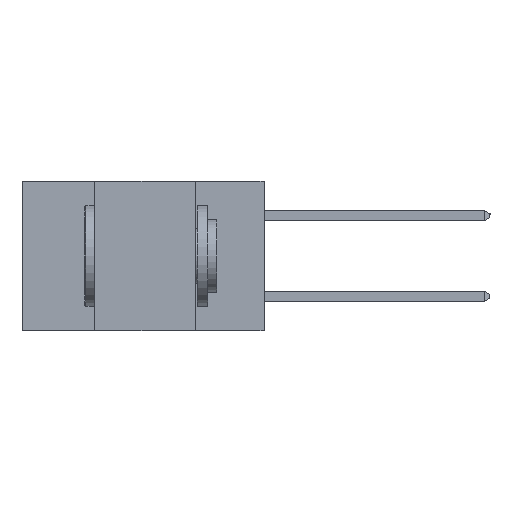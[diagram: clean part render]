
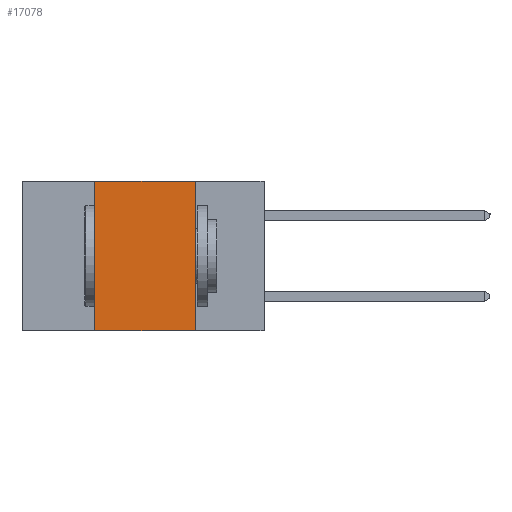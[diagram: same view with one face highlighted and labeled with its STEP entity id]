
A CAD part, left-side view. The second image highlights one B-rep face of the part: STEP entity #17078.
In plain terms, the highlighted planar face has unit normal (-1, 0, 0).
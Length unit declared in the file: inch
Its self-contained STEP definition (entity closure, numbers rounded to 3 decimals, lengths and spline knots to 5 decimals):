
#108 = LINE ( 'NONE', #16321, #12141 ) ;
#176 = VERTEX_POINT ( 'NONE', #1621 ) ;
#1106 = VERTEX_POINT ( 'NONE', #18093 ) ;
#1621 = CARTESIAN_POINT ( 'NONE',  ( 0., 0.42, -0.37 ) ) ;
#2298 = CARTESIAN_POINT ( 'NONE',  ( 0., 0.6, -0.37 ) ) ;
#2398 = VECTOR ( 'NONE', #11642, 39.37008 ) ;
#4755 = EDGE_CURVE ( 'NONE', #5488, #1106, #108, .T. ) ;
#4878 = VECTOR ( 'NONE', #18614, 39.37008 ) ;
#5334 = PLANE ( 'NONE',  #17093 ) ;
#5488 = VERTEX_POINT ( 'NONE', #21051 ) ;
#7246 = DIRECTION ( 'NONE',  ( 0., -1., 0. ) ) ;
#7571 = ORIENTED_EDGE ( 'NONE', *, *, #4755, .F. ) ;
#9830 = CARTESIAN_POINT ( 'NONE',  ( 0., 0.17, -0.37 ) ) ;
#11171 = EDGE_LOOP ( 'NONE', ( #17605, #7571, #20623, #12468 ) ) ;
#11642 = DIRECTION ( 'NONE',  ( 0., 0., -1. ) ) ;
#11749 = LINE ( 'NONE', #2298, #4878 ) ;
#11857 = CARTESIAN_POINT ( 'NONE',  ( 0., 0.6, 0. ) ) ;
#12141 = VECTOR ( 'NONE', #7246, 39.37008 ) ;
#12468 = ORIENTED_EDGE ( 'NONE', *, *, #20835, .T. ) ;
#14524 = LINE ( 'NONE', #18156, #18446 ) ;
#14577 = EDGE_CURVE ( 'NONE', #176, #5488, #14524, .T. ) ;
#15211 = DIRECTION ( 'NONE',  ( 1., 0., 0. ) ) ;
#15627 = CARTESIAN_POINT ( 'NONE',  ( 0., 0.17, -0.37 ) ) ;
#16321 = CARTESIAN_POINT ( 'NONE',  ( 0., 0.6, 0. ) ) ;
#17078 = ADVANCED_FACE ( 'NONE', ( #20228 ), #5334, .F. ) ;
#17093 = AXIS2_PLACEMENT_3D ( 'NONE', #11857, #15211, #18627 ) ;
#17171 = VERTEX_POINT ( 'NONE', #15627 ) ;
#17605 = ORIENTED_EDGE ( 'NONE', *, *, #18645, .F. ) ;
#18093 = CARTESIAN_POINT ( 'NONE',  ( 0., 0.17, 0. ) ) ;
#18156 = CARTESIAN_POINT ( 'NONE',  ( 0., 0.42, -0.37 ) ) ;
#18446 = VECTOR ( 'NONE', #19438, 39.37008 ) ;
#18614 = DIRECTION ( 'NONE',  ( 0., -1., 0. ) ) ;
#18627 = DIRECTION ( 'NONE',  ( 0., 0., -1. ) ) ;
#18645 = EDGE_CURVE ( 'NONE', #1106, #17171, #19714, .T. ) ;
#19438 = DIRECTION ( 'NONE',  ( 0., 0., 1. ) ) ;
#19714 = LINE ( 'NONE', #9830, #2398 ) ;
#20228 = FACE_OUTER_BOUND ( 'NONE', #11171, .T. ) ;
#20623 = ORIENTED_EDGE ( 'NONE', *, *, #14577, .F. ) ;
#20835 = EDGE_CURVE ( 'NONE', #176, #17171, #11749, .T. ) ;
#21051 = CARTESIAN_POINT ( 'NONE',  ( 0., 0.42, 0. ) ) ;
